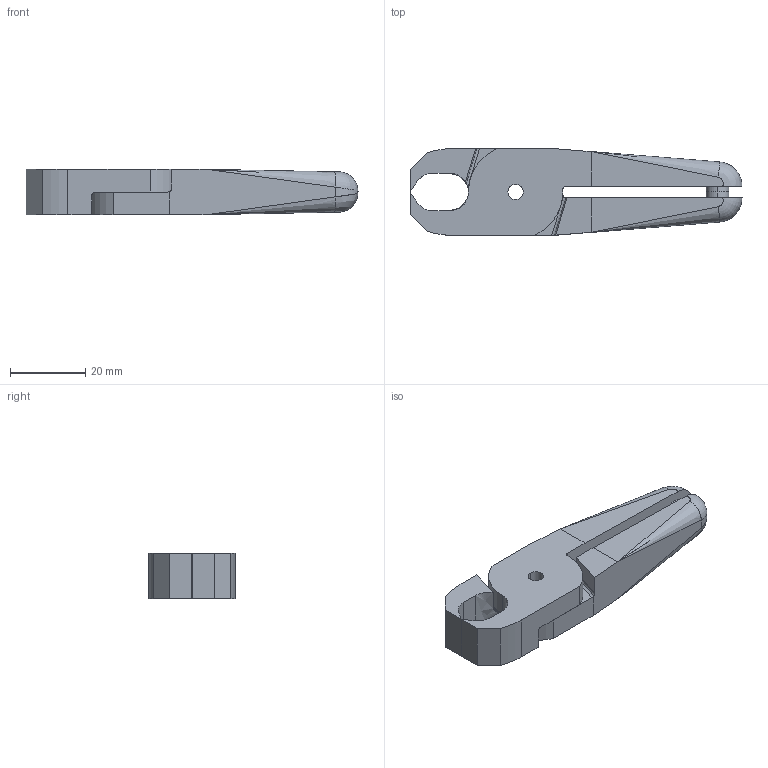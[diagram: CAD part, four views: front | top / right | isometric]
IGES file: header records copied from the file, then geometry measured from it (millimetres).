
Start section: Data from XPlus IGES,  Spatial Corp. Copyright (c) 1999-2006 .
Global section: file name: N20AE-rev.igs; native system:  By Spatial Corp.; preprocessor: XPlus ACIS/IGES; author: KeyCreator USER; organization: Kubotek USA, Inc.; date: 20070111.190635; units: millimetre
Bounding box: 88 x 23 x 12 mm (x, y, z)
Surface area: 8200.1 mm2 (no closed solid volume)
Topology: 0 solids, 0 shells, 74 faces, 485 edges, 481 vertices
Faces by surface type: bspline 74
